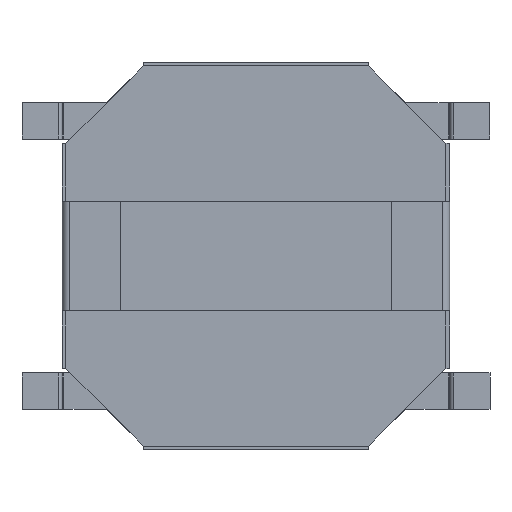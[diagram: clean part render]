
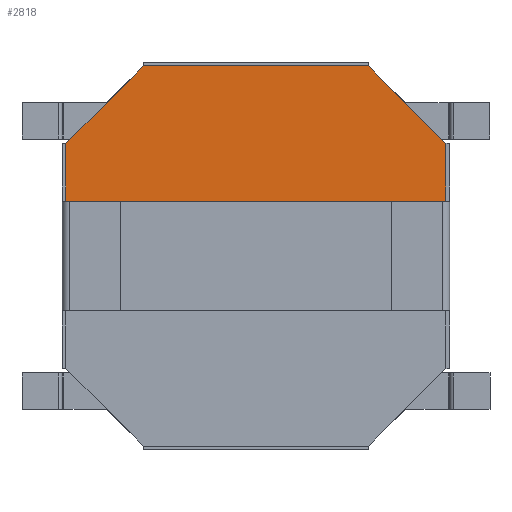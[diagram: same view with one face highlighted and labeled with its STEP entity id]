
A CAD part, front view. The second image highlights one B-rep face of the part: STEP entity #2818.
In plain terms, the highlighted planar face has unit normal (0, -1, 0).
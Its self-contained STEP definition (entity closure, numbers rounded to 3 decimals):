
#275 = VERTEX_POINT ( 'NONE', #7793 ) ;
#329 = VERTEX_POINT ( 'NONE', #5555 ) ;
#590 = PLANE ( 'NONE',  #4159 ) ;
#610 = VERTEX_POINT ( 'NONE', #7103 ) ;
#966 = EDGE_CURVE ( 'NONE', #971, #610, #5222, .T. ) ;
#971 = VERTEX_POINT ( 'NONE', #5380 ) ;
#1155 = CARTESIAN_POINT ( 'NONE',  ( -2.6, 0., -1.539 ) ) ;
#1226 = VERTEX_POINT ( 'NONE', #7697 ) ;
#1336 = CARTESIAN_POINT ( 'NONE',  ( -2.6, 0., 0.75 ) ) ;
#1522 = VECTOR ( 'NONE', #3091, 1000. ) ;
#1616 = ORIENTED_EDGE ( 'NONE', *, *, #7732, .F. ) ;
#1802 = DIRECTION ( 'NONE',  ( 0., 0., 1. ) ) ;
#2245 = DIRECTION ( 'NONE',  ( 1., 0., 0. ) ) ;
#2541 = CARTESIAN_POINT ( 'NONE',  ( -2.6, 0., 0.75 ) ) ;
#2734 = VECTOR ( 'NONE', #7157, 1000. ) ;
#2818 = ADVANCED_FACE ( 'NONE', ( #6121 ), #590, .T. ) ;
#2894 = ORIENTED_EDGE ( 'NONE', *, *, #966, .F. ) ;
#2900 = VECTOR ( 'NONE', #4042, 1000. ) ;
#2935 = LINE ( 'NONE', #7741, #2734 ) ;
#3091 = DIRECTION ( 'NONE',  ( 0.707, 0., 0.707 ) ) ;
#3195 = LINE ( 'NONE', #1336, #5525 ) ;
#3574 = VECTOR ( 'NONE', #1802, 1000. ) ;
#3600 = LINE ( 'NONE', #1155, #3574 ) ;
#3670 = DIRECTION ( 'NONE',  ( 0., 0., -1. ) ) ;
#3705 = EDGE_CURVE ( 'NONE', #329, #971, #5851, .T. ) ;
#4042 = DIRECTION ( 'NONE',  ( 0.707, 0., -0.707 ) ) ;
#4059 = ORIENTED_EDGE ( 'NONE', *, *, #4392, .F. ) ;
#4077 = ORIENTED_EDGE ( 'NONE', *, *, #3705, .F. ) ;
#4159 = AXIS2_PLACEMENT_3D ( 'NONE', #4922, #5403, #3670 ) ;
#4392 = EDGE_CURVE ( 'NONE', #275, #329, #5466, .T. ) ;
#4595 = EDGE_CURVE ( 'NONE', #6762, #275, #3600, .T. ) ;
#4629 = ORIENTED_EDGE ( 'NONE', *, *, #7412, .F. ) ;
#4922 = CARTESIAN_POINT ( 'NONE',  ( 0., 0., 0. ) ) ;
#5222 = LINE ( 'NONE', #5864, #2900 ) ;
#5249 = CARTESIAN_POINT ( 'NONE',  ( 1.539, 0., 2.6 ) ) ;
#5380 = CARTESIAN_POINT ( 'NONE',  ( 1.539, 0., 2.6 ) ) ;
#5403 = DIRECTION ( 'NONE',  ( 0., -1., 0. ) ) ;
#5466 = LINE ( 'NONE', #5584, #1522 ) ;
#5485 = DIRECTION ( 'NONE',  ( -1., 0., 0. ) ) ;
#5525 = VECTOR ( 'NONE', #5485, 1000. ) ;
#5555 = CARTESIAN_POINT ( 'NONE',  ( -1.539, 0., 2.6 ) ) ;
#5566 = VECTOR ( 'NONE', #2245, 1000. ) ;
#5584 = CARTESIAN_POINT ( 'NONE',  ( -1.539, 0., 2.6 ) ) ;
#5693 = EDGE_LOOP ( 'NONE', ( #1616, #4629, #2894, #4077, #4059, #7017 ) ) ;
#5851 = LINE ( 'NONE', #5249, #5566 ) ;
#5864 = CARTESIAN_POINT ( 'NONE',  ( 2.6, 0., 1.539 ) ) ;
#6121 = FACE_OUTER_BOUND ( 'NONE', #5693, .T. ) ;
#6762 = VERTEX_POINT ( 'NONE', #2541 ) ;
#7017 = ORIENTED_EDGE ( 'NONE', *, *, #4595, .F. ) ;
#7103 = CARTESIAN_POINT ( 'NONE',  ( 2.6, 0., 1.539 ) ) ;
#7157 = DIRECTION ( 'NONE',  ( 0., 0., -1. ) ) ;
#7412 = EDGE_CURVE ( 'NONE', #610, #1226, #2935, .T. ) ;
#7697 = CARTESIAN_POINT ( 'NONE',  ( 2.6, 0., 0.75 ) ) ;
#7732 = EDGE_CURVE ( 'NONE', #1226, #6762, #3195, .T. ) ;
#7741 = CARTESIAN_POINT ( 'NONE',  ( 2.6, 0., -1.539 ) ) ;
#7793 = CARTESIAN_POINT ( 'NONE',  ( -2.6, 0., 1.539 ) ) ;
